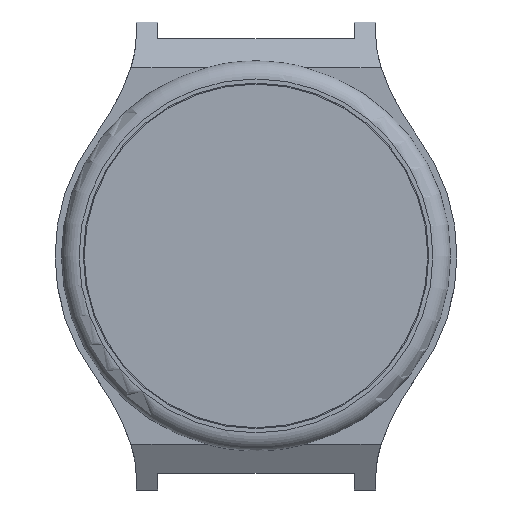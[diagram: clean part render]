
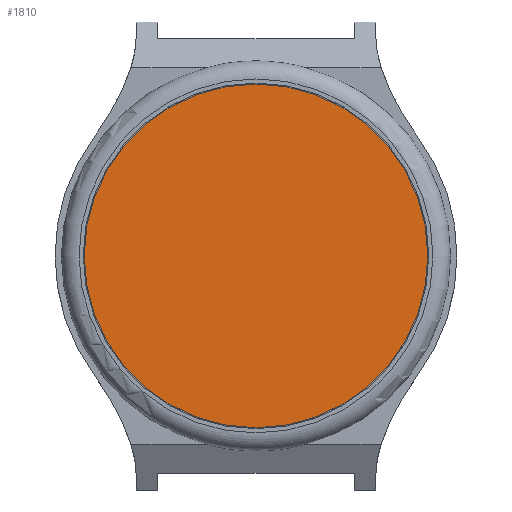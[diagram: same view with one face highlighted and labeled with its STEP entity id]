
A CAD part, top view. The second image highlights one B-rep face of the part: STEP entity #1810.
In plain terms, the highlighted planar face has unit normal (0, 0, 1).
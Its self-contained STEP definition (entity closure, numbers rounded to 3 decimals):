
#121=PLANE('',#1975);
#227=FACE_OUTER_BOUND('',#329,.T.);
#329=EDGE_LOOP('',(#1463));
#681=CIRCLE('',#1973,14.325);
#850=VERTEX_POINT('',#3115);
#1070=EDGE_CURVE('',#850,#850,#681,.T.);
#1463=ORIENTED_EDGE('',*,*,#1070,.T.);
#1810=ADVANCED_FACE('',(#227),#121,.T.);
#1973=AXIS2_PLACEMENT_3D('',#3116,#2348,#2349);
#1975=AXIS2_PLACEMENT_3D('',#3120,#2353,#2354);
#2348=DIRECTION('center_axis',(0.,0.,1.));
#2349=DIRECTION('ref_axis',(1.,0.,0.));
#2353=DIRECTION('center_axis',(0.,0.,1.));
#2354=DIRECTION('ref_axis',(1.,0.,0.));
#3115=CARTESIAN_POINT('',(-14.325,0.,5.4));
#3116=CARTESIAN_POINT('Origin',(0.,0.,5.4));
#3120=CARTESIAN_POINT('Origin',(0.,0.,5.4));
